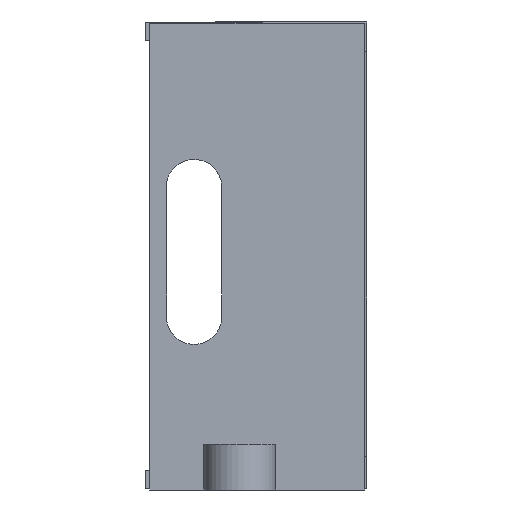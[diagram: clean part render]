
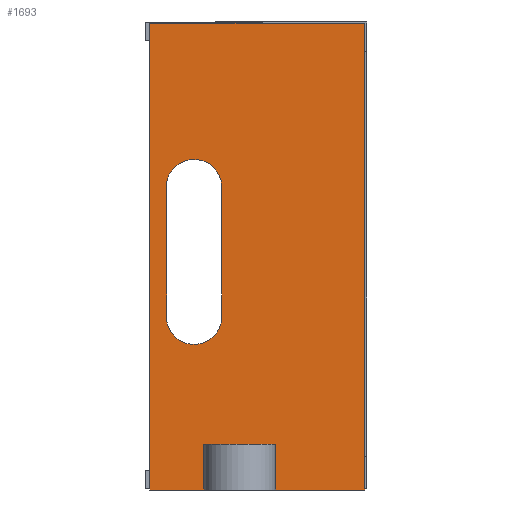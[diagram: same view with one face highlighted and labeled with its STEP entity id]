
A CAD part, front view. The second image highlights one B-rep face of the part: STEP entity #1693.
In plain terms, the highlighted planar face has unit normal (0, -1, 0).
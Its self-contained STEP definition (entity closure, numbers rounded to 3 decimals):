
#69=FACE_BOUND('',#254,.T.);
#111=CIRCLE('',#1811,7.397);
#113=CIRCLE('',#1814,7.365);
#114=CIRCLE('',#1817,5.467);
#116=CIRCLE('',#1820,5.467);
#167=FACE_OUTER_BOUND('',#253,.T.);
#253=EDGE_LOOP('',(#1240,#1241,#1242,#1243,#1244,#1245,#1246,#1247));
#254=EDGE_LOOP('',(#1248,#1249,#1250,#1251,#1252,#1253));
#370=LINE('',#2426,#567);
#402=LINE('',#2518,#599);
#404=LINE('',#2528,#601);
#405=LINE('',#2530,#602);
#406=LINE('',#2532,#603);
#407=LINE('',#2534,#604);
#408=LINE('',#2536,#605);
#409=LINE('',#2537,#606);
#410=LINE('',#2538,#607);
#411=LINE('',#2541,#608);
#567=VECTOR('',#1957,10.);
#599=VECTOR('',#2047,10.);
#601=VECTOR('',#2057,10.);
#602=VECTOR('',#2058,10.);
#603=VECTOR('',#2059,10.);
#604=VECTOR('',#2060,10.);
#605=VECTOR('',#2061,10.);
#606=VECTOR('',#2062,10.);
#607=VECTOR('',#2063,10.);
#608=VECTOR('',#2066,10.);
#759=VERTEX_POINT('',#2423);
#760=VERTEX_POINT('',#2425);
#786=VERTEX_POINT('',#2502);
#787=VERTEX_POINT('',#2504);
#790=VERTEX_POINT('',#2511);
#791=VERTEX_POINT('',#2513);
#792=VERTEX_POINT('',#2520);
#794=VERTEX_POINT('',#2526);
#795=VERTEX_POINT('',#2527);
#796=VERTEX_POINT('',#2529);
#797=VERTEX_POINT('',#2531);
#798=VERTEX_POINT('',#2533);
#799=VERTEX_POINT('',#2535);
#800=VERTEX_POINT('',#2539);
#924=EDGE_CURVE('',#760,#759,#370,.T.);
#963=EDGE_CURVE('',#787,#786,#111,.T.);
#967=EDGE_CURVE('',#791,#790,#113,.T.);
#970=EDGE_CURVE('',#786,#791,#402,.T.);
#971=EDGE_CURVE('',#792,#787,#114,.T.);
#974=EDGE_CURVE('',#794,#795,#404,.T.);
#975=EDGE_CURVE('',#794,#796,#405,.T.);
#976=EDGE_CURVE('',#796,#797,#406,.T.);
#977=EDGE_CURVE('',#798,#797,#407,.F.);
#978=EDGE_CURVE('',#799,#798,#408,.F.);
#979=EDGE_CURVE('',#760,#799,#409,.F.);
#980=EDGE_CURVE('',#795,#759,#410,.F.);
#981=EDGE_CURVE('',#790,#800,#116,.T.);
#982=EDGE_CURVE('',#800,#792,#411,.T.);
#1240=ORIENTED_EDGE('',*,*,#974,.F.);
#1241=ORIENTED_EDGE('',*,*,#975,.T.);
#1242=ORIENTED_EDGE('',*,*,#976,.T.);
#1243=ORIENTED_EDGE('',*,*,#977,.F.);
#1244=ORIENTED_EDGE('',*,*,#978,.F.);
#1245=ORIENTED_EDGE('',*,*,#979,.F.);
#1246=ORIENTED_EDGE('',*,*,#924,.T.);
#1247=ORIENTED_EDGE('',*,*,#980,.F.);
#1248=ORIENTED_EDGE('',*,*,#963,.T.);
#1249=ORIENTED_EDGE('',*,*,#970,.T.);
#1250=ORIENTED_EDGE('',*,*,#967,.T.);
#1251=ORIENTED_EDGE('',*,*,#981,.T.);
#1252=ORIENTED_EDGE('',*,*,#982,.T.);
#1253=ORIENTED_EDGE('',*,*,#971,.T.);
#1620=PLANE('',#1819);
#1693=ADVANCED_FACE('',(#167,#69),#1620,.F.);
#1811=AXIS2_PLACEMENT_3D('',#2505,#2033,#2034);
#1814=AXIS2_PLACEMENT_3D('',#2514,#2041,#2042);
#1817=AXIS2_PLACEMENT_3D('',#2521,#2050,#2051);
#1819=AXIS2_PLACEMENT_3D('',#2525,#2055,#2056);
#1820=AXIS2_PLACEMENT_3D('',#2540,#2064,#2065);
#1957=DIRECTION('',(0.,0.,-1.));
#2033=DIRECTION('center_axis',(0.,1.,0.));
#2034=DIRECTION('ref_axis',(0.995,0.,0.104));
#2041=DIRECTION('center_axis',(0.,1.,0.));
#2042=DIRECTION('ref_axis',(-0.999,0.,-0.045));
#2047=DIRECTION('',(0.,0.,-1.));
#2050=DIRECTION('center_axis',(0.,1.,0.));
#2051=DIRECTION('ref_axis',(1.,0.,0.));
#2055=DIRECTION('center_axis',(0.,1.,0.));
#2056=DIRECTION('ref_axis',(0.,0.,1.));
#2057=DIRECTION('',(0.,0.,-1.));
#2058=DIRECTION('',(1.,0.,0.));
#2059=DIRECTION('',(0.,0.,-1.));
#2060=DIRECTION('',(1.,0.,0.));
#2061=DIRECTION('',(0.,0.,1.));
#2062=DIRECTION('',(-1.,0.,0.));
#2063=DIRECTION('',(1.,0.,0.));
#2064=DIRECTION('center_axis',(0.,1.,0.));
#2065=DIRECTION('ref_axis',(-1.,0.,0.));
#2066=DIRECTION('',(0.,0.,1.));
#2423=CARTESIAN_POINT('',(-16.425,8.5,-119.75));
#2425=CARTESIAN_POINT('',(-16.425,8.5,4.912));
#2426=CARTESIAN_POINT('',(-16.425,8.5,-86.25));
#2502=CARTESIAN_POINT('',(2.821,8.5,-38.062));
#2504=CARTESIAN_POINT('',(-10.343,8.5,-34.249));
#2505=CARTESIAN_POINT('Origin',(-4.536,8.5,-38.831));
#2511=CARTESIAN_POINT('',(-11.56,8.5,-75.723));
#2513=CARTESIAN_POINT('',(2.821,8.5,-73.845));
#2514=CARTESIAN_POINT('Origin',(-4.536,8.5,-73.51));
#2518=CARTESIAN_POINT('',(2.821,8.5,-47.781));
#2520=CARTESIAN_POINT('',(-11.893,8.5,-38.062));
#2521=CARTESIAN_POINT('Origin',(-6.426,8.5,-38.062));
#2525=CARTESIAN_POINT('Origin',(3.5,8.5,-57.5));
#2526=CARTESIAN_POINT('',(-1.972,8.5,-107.5));
#2527=CARTESIAN_POINT('',(-1.972,8.5,-119.75));
#2528=CARTESIAN_POINT('',(-1.972,8.5,-116.5));
#2529=CARTESIAN_POINT('',(17.211,8.5,-107.5));
#2530=CARTESIAN_POINT('',(5.565,8.5,-107.5));
#2531=CARTESIAN_POINT('',(17.211,8.5,-119.75));
#2532=CARTESIAN_POINT('',(17.211,8.5,-116.5));
#2533=CARTESIAN_POINT('',(41.,8.5,-119.75));
#2534=CARTESIAN_POINT('',(16.75,8.5,-119.75));
#2535=CARTESIAN_POINT('',(41.,8.5,4.912));
#2536=CARTESIAN_POINT('',(41.,8.5,-28.75));
#2537=CARTESIAN_POINT('',(-9.75,8.5,4.912));
#2538=CARTESIAN_POINT('',(16.75,8.5,-119.75));
#2539=CARTESIAN_POINT('',(-11.893,8.5,-73.845));
#2540=CARTESIAN_POINT('Origin',(-6.426,8.5,-73.845));
#2541=CARTESIAN_POINT('',(-11.893,8.5,-65.672));
